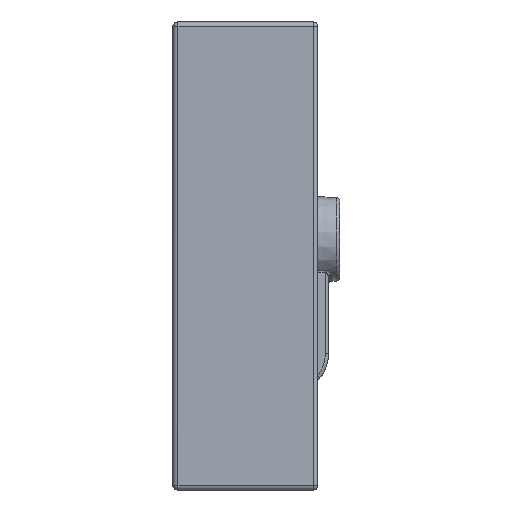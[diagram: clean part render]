
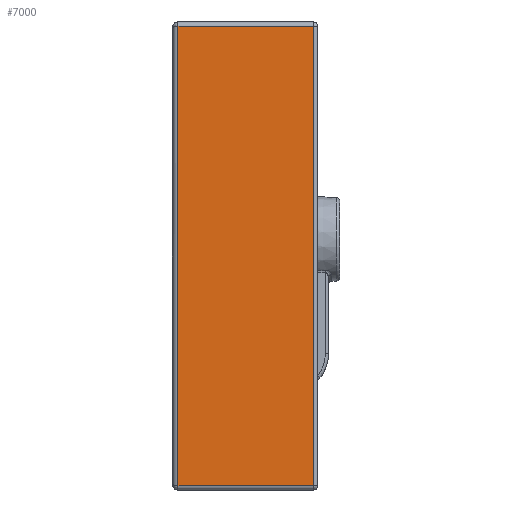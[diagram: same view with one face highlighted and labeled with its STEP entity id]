
A CAD part, left-side view. The second image highlights one B-rep face of the part: STEP entity #7000.
In plain terms, the highlighted planar face has unit normal (-1, 0, 0).
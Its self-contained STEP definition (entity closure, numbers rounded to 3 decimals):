
#115 = VECTOR ( 'NONE', #3379, 1000. ) ;
#136 = VERTEX_POINT ( 'NONE', #6468 ) ;
#180 = EDGE_CURVE ( 'NONE', #3801, #136, #2587, .T. ) ;
#315 = VERTEX_POINT ( 'NONE', #6102 ) ;
#365 = DIRECTION ( 'NONE',  ( 0., 0., -1. ) ) ;
#815 = CARTESIAN_POINT ( 'NONE',  ( -300., 3., 206. ) ) ;
#1047 = VECTOR ( 'NONE', #4051, 1000. ) ;
#1107 = PLANE ( 'NONE',  #9196 ) ;
#1312 = LINE ( 'NONE', #6410, #1837 ) ;
#1512 = EDGE_CURVE ( 'NONE', #315, #3821, #1312, .T. ) ;
#1837 = VECTOR ( 'NONE', #3372, 1000. ) ;
#2219 = CARTESIAN_POINT ( 'NONE',  ( -300., 3., 206. ) ) ;
#2351 = ORIENTED_EDGE ( 'NONE', *, *, #1512, .T. ) ;
#2587 = LINE ( 'NONE', #7071, #115 ) ;
#2963 = ORIENTED_EDGE ( 'NONE', *, *, #7847, .T. ) ;
#3354 = EDGE_LOOP ( 'NONE', ( #2351, #2963, #6588, #5243 ) ) ;
#3372 = DIRECTION ( 'NONE',  ( 0., -1., 0. ) ) ;
#3379 = DIRECTION ( 'NONE',  ( 0., 1., 0. ) ) ;
#3662 = CARTESIAN_POINT ( 'NONE',  ( -300., 3., -206. ) ) ;
#3801 = VERTEX_POINT ( 'NONE', #2219 ) ;
#3821 = VERTEX_POINT ( 'NONE', #3662 ) ;
#3853 = LINE ( 'NONE', #815, #7094 ) ;
#4051 = DIRECTION ( 'NONE',  ( 0., 0., -1. ) ) ;
#4141 = CARTESIAN_POINT ( 'NONE',  ( -300., 130., 210. ) ) ;
#4192 = FACE_OUTER_BOUND ( 'NONE', #3354, .T. ) ;
#5243 = ORIENTED_EDGE ( 'NONE', *, *, #8005, .T. ) ;
#6014 = DIRECTION ( 'NONE',  ( 0., 0., 1. ) ) ;
#6102 = CARTESIAN_POINT ( 'NONE',  ( -300., 125., -206. ) ) ;
#6410 = CARTESIAN_POINT ( 'NONE',  ( -300., 130., -206. ) ) ;
#6468 = CARTESIAN_POINT ( 'NONE',  ( -300., 125., 206. ) ) ;
#6588 = ORIENTED_EDGE ( 'NONE', *, *, #180, .T. ) ;
#7000 = ADVANCED_FACE ( 'NONE', ( #4192 ), #1107, .F. ) ;
#7071 = CARTESIAN_POINT ( 'NONE',  ( -300., 130., 206. ) ) ;
#7094 = VECTOR ( 'NONE', #6014, 1000. ) ;
#7193 = DIRECTION ( 'NONE',  ( 1., 0., 0. ) ) ;
#7843 = CARTESIAN_POINT ( 'NONE',  ( -300., 125., 210. ) ) ;
#7847 = EDGE_CURVE ( 'NONE', #3821, #3801, #3853, .T. ) ;
#8005 = EDGE_CURVE ( 'NONE', #136, #315, #8555, .T. ) ;
#8555 = LINE ( 'NONE', #7843, #1047 ) ;
#9196 = AXIS2_PLACEMENT_3D ( 'NONE', #4141, #7193, #365 ) ;
